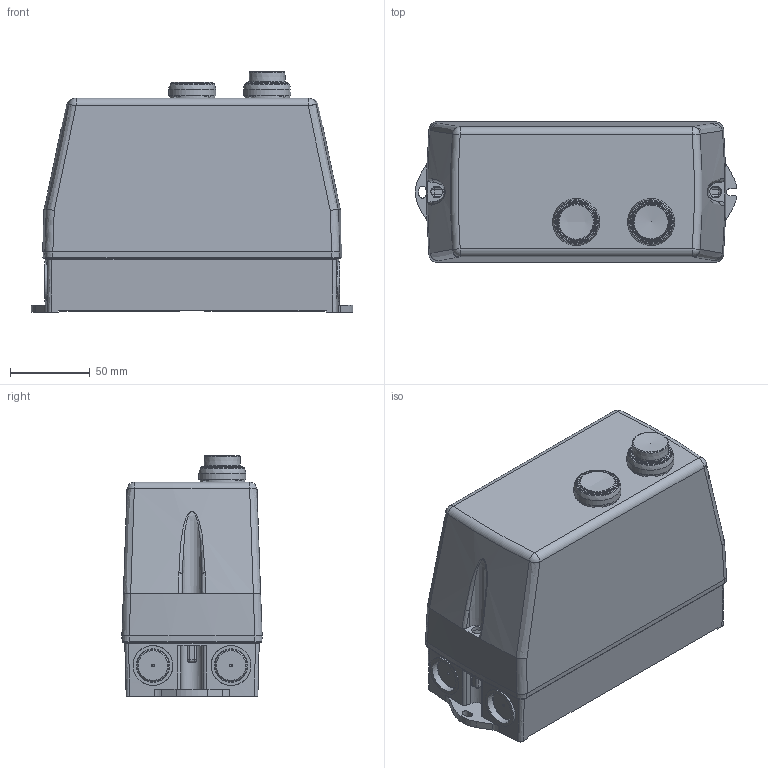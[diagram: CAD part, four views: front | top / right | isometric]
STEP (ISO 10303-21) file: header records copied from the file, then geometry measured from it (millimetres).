
FILE_DESCRIPTION(/* description */ (''),/* implementation_level */ '2;1');
FILE_NAME(/* name */ 'M1PA.stp',/* time_stamp */ '2019-10-25T13:09:54+02:00',/* author */ (''),/* organization */ (''),/* preprocessor_version */ 'ST-DEVELOPER v16',/* originating_system */ 'SIEMENS PLM Software NX 10.0',/* authorisation */ '');
FILE_SCHEMA (('AP203_CONFIGURATION_CONTROLLED_3D_DESIGN_OF_MECHANICAL_PARTS_AND_ASSEMBLIES_MIM_LF { 1 0 10303 403 2 1 2}'));
Length unit declared in the file: millimetre
Products named in the file (1): Rugg2AB099EDx0lj
Bounding box: 201.72 x 88 x 151.2 mm (x, y, z)
Surface area: 105184.4 mm2 (no closed solid volume)
Topology: 0 solids, 8 shells, 407 faces, 1626 edges, 1193 vertices
Faces by surface type: plane 197, cylinder 92, bspline 55, cone 31, torus 22, sphere 10
Full cylindrical faces by diameter (mm): 7.4 x2, 21 x4, 22.8 x1, 25 x4, 28.3 x2
Entity records: 18629 total; most frequent: CARTESIAN_POINT 6201, ORIENTED_EDGE 2404, DIRECTION 2269, EDGE_CURVE 1554, VERTEX_POINT 1178, LINE 803, VECTOR 803, AXIS2_PLACEMENT_3D 733
